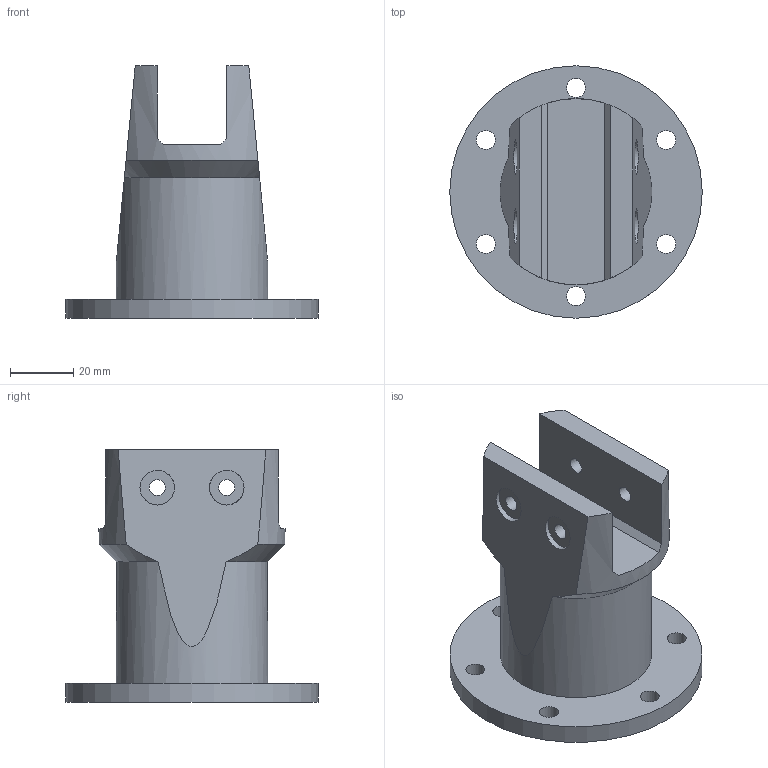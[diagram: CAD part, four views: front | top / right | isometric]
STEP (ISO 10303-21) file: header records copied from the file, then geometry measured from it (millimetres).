
FILE_DESCRIPTION(('FreeCAD Model'),'2;1');
FILE_NAME('Open CASCADE Shape Model','2025-05-09T15:39:52',(''),(''), 'Open CASCADE STEP processor 7.8','FreeCAD','Unknown');
FILE_SCHEMA(('AUTOMOTIVE_DESIGN { 1 0 10303 214 1 1 1 1 }'));
Length unit declared in the file: millimetre
Products named in the file (1): Body
Bounding box: 80 x 80 x 80 mm (x, y, z)
Volume: 112171.5 mm3; surface area: 29920.4 mm2
Topology: 1 solids, 1 shells, 39 faces, 90 edges, 60 vertices
Faces by surface type: cylinder 20, plane 17, cone 2
Full cylindrical faces by diameter (mm): 5 x4, 6 x6, 11 x4, 35 x1, 41 x1, 48 x1, 80 x1
Entity records: 1206 total; most frequent: DIRECTION 230, CARTESIAN_POINT 190, ORIENTED_EDGE 180, AXIS2_PLACEMENT_3D 100, EDGE_CURVE 90, FACE_BOUND 66, EDGE_LOOP 66, VERTEX_POINT 60
